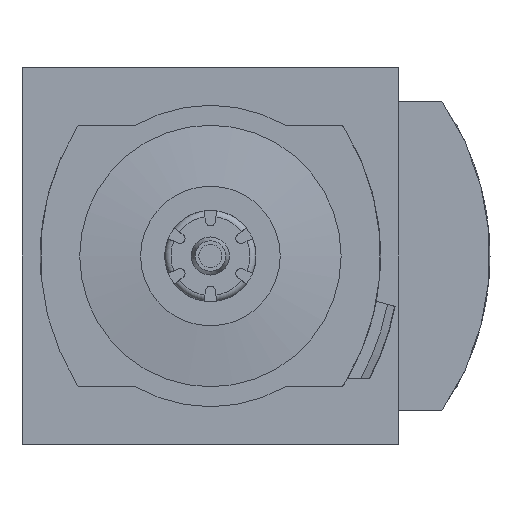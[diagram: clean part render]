
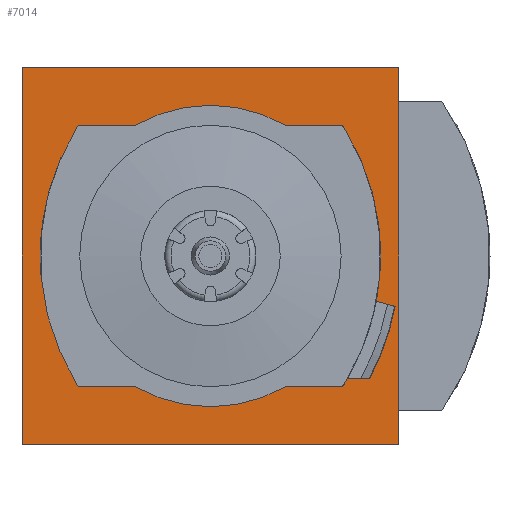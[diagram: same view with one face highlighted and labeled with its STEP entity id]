
A CAD part, front view. The second image highlights one B-rep face of the part: STEP entity #7014.
In plain terms, the highlighted planar face has unit normal (0, -1, 0).
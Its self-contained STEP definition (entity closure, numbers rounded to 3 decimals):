
#119=PLANE('',#7355);
#483=LINE('',#9824,#1052);
#484=LINE('',#9827,#1053);
#485=LINE('',#9829,#1054);
#486=LINE('',#9831,#1055);
#487=LINE('',#9832,#1056);
#488=LINE('',#9836,#1057);
#489=LINE('',#9839,#1058);
#490=LINE('',#9843,#1059);
#491=LINE('',#9848,#1060);
#492=LINE('',#9852,#1061);
#1052=VECTOR('',#8145,1000.);
#1053=VECTOR('',#8146,1000.);
#1054=VECTOR('',#8147,1000.);
#1055=VECTOR('',#8148,1000.);
#1056=VECTOR('',#8149,1000.);
#1057=VECTOR('',#8152,1000.);
#1058=VECTOR('',#8155,1000.);
#1059=VECTOR('',#8158,1000.);
#1060=VECTOR('',#8163,1000.);
#1061=VECTOR('',#8166,1000.);
#1446=CIRCLE('',#7347,40.);
#1448=CIRCLE('',#7349,40.);
#1452=CIRCLE('',#7354,40.);
#1453=CIRCLE('',#7356,41.2);
#1454=CIRCLE('',#7357,0.5);
#1455=CIRCLE('',#7358,24.8);
#1456=CIRCLE('',#7359,0.5);
#1457=CIRCLE('',#7360,0.5);
#1458=CIRCLE('',#7361,24.8);
#1459=CIRCLE('',#7362,0.5);
#1953=ORIENTED_EDGE('',*,*,#3387,.F.);
#1954=ORIENTED_EDGE('',*,*,#3388,.F.);
#1955=ORIENTED_EDGE('',*,*,#3389,.F.);
#1956=ORIENTED_EDGE('',*,*,#3390,.F.);
#1957=ORIENTED_EDGE('',*,*,#3376,.T.);
#1958=ORIENTED_EDGE('',*,*,#3391,.F.);
#1959=ORIENTED_EDGE('',*,*,#3392,.F.);
#1960=ORIENTED_EDGE('',*,*,#3393,.F.);
#1961=ORIENTED_EDGE('',*,*,#3372,.T.);
#1962=ORIENTED_EDGE('',*,*,#3394,.T.);
#1963=ORIENTED_EDGE('',*,*,#3395,.T.);
#1964=ORIENTED_EDGE('',*,*,#3396,.T.);
#1965=ORIENTED_EDGE('',*,*,#3397,.T.);
#1966=ORIENTED_EDGE('',*,*,#3398,.T.);
#1967=ORIENTED_EDGE('',*,*,#3384,.T.);
#1968=ORIENTED_EDGE('',*,*,#3399,.T.);
#1969=ORIENTED_EDGE('',*,*,#3400,.T.);
#1970=ORIENTED_EDGE('',*,*,#3401,.T.);
#1971=ORIENTED_EDGE('',*,*,#3402,.T.);
#1972=ORIENTED_EDGE('',*,*,#3403,.T.);
#3372=EDGE_CURVE('',#4090,#4089,#1446,.T.);
#3376=EDGE_CURVE('',#4086,#4093,#1448,.T.);
#3384=EDGE_CURVE('',#4098,#4101,#1452,.T.);
#3387=EDGE_CURVE('',#4102,#4103,#483,.T.);
#3388=EDGE_CURVE('',#4104,#4102,#484,.T.);
#3389=EDGE_CURVE('',#4105,#4104,#485,.T.);
#3390=EDGE_CURVE('',#4103,#4105,#486,.T.);
#3391=EDGE_CURVE('',#4106,#4093,#487,.T.);
#3392=EDGE_CURVE('',#4107,#4106,#1453,.F.);
#3393=EDGE_CURVE('',#4090,#4107,#488,.T.);
#3394=EDGE_CURVE('',#4089,#4108,#1454,.T.);
#3395=EDGE_CURVE('',#4108,#4109,#489,.T.);
#3396=EDGE_CURVE('',#4109,#4110,#1455,.T.);
#3397=EDGE_CURVE('',#4110,#4111,#490,.T.);
#3398=EDGE_CURVE('',#4111,#4098,#1456,.T.);
#3399=EDGE_CURVE('',#4101,#4112,#1457,.T.);
#3400=EDGE_CURVE('',#4112,#4113,#491,.T.);
#3401=EDGE_CURVE('',#4113,#4114,#1458,.T.);
#3402=EDGE_CURVE('',#4114,#4115,#492,.T.);
#3403=EDGE_CURVE('',#4115,#4086,#1459,.T.);
#4086=VERTEX_POINT('',#9789);
#4089=VERTEX_POINT('',#9794);
#4090=VERTEX_POINT('',#9796);
#4093=VERTEX_POINT('',#9802);
#4098=VERTEX_POINT('',#9814);
#4101=VERTEX_POINT('',#9819);
#4102=VERTEX_POINT('',#9825);
#4103=VERTEX_POINT('',#9826);
#4104=VERTEX_POINT('',#9828);
#4105=VERTEX_POINT('',#9830);
#4106=VERTEX_POINT('',#9833);
#4107=VERTEX_POINT('',#9835);
#4108=VERTEX_POINT('',#9838);
#4109=VERTEX_POINT('',#9840);
#4110=VERTEX_POINT('',#9842);
#4111=VERTEX_POINT('',#9844);
#4112=VERTEX_POINT('',#9847);
#4113=VERTEX_POINT('',#9849);
#4114=VERTEX_POINT('',#9851);
#4115=VERTEX_POINT('',#9853);
#4520=EDGE_LOOP('',(#1953,#1954,#1955,#1956));
#4521=EDGE_LOOP('',(#1957,#1958,#1959,#1960,#1961,#1962,#1963,#1964,#1965,
#1966,#1967,#1968,#1969,#1970,#1971,#1972));
#4856=FACE_BOUND('',#4520,.T.);
#4857=FACE_BOUND('',#4521,.T.);
#7014=ADVANCED_FACE('',(#4856,#4857),#119,.F.);
#7347=AXIS2_PLACEMENT_3D('',#9795,#8119,#8120);
#7349=AXIS2_PLACEMENT_3D('',#9803,#8125,#8126);
#7354=AXIS2_PLACEMENT_3D('',#9820,#8139,#8140);
#7355=AXIS2_PLACEMENT_3D('',#9823,#8143,#8144);
#7356=AXIS2_PLACEMENT_3D('',#9834,#8150,#8151);
#7357=AXIS2_PLACEMENT_3D('',#9837,#8153,#8154);
#7358=AXIS2_PLACEMENT_3D('',#9841,#8156,#8157);
#7359=AXIS2_PLACEMENT_3D('',#9845,#8159,#8160);
#7360=AXIS2_PLACEMENT_3D('',#9846,#8161,#8162);
#7361=AXIS2_PLACEMENT_3D('',#9850,#8164,#8165);
#7362=AXIS2_PLACEMENT_3D('',#9854,#8167,#8168);
#8119=DIRECTION('',(0.,1.,0.));
#8120=DIRECTION('',(1.,0.,0.));
#8125=DIRECTION('',(0.,1.,0.));
#8126=DIRECTION('',(1.,0.,0.));
#8139=DIRECTION('',(0.,1.,0.));
#8140=DIRECTION('',(1.,0.,0.));
#8143=DIRECTION('',(0.,1.,0.));
#8144=DIRECTION('',(0.,0.,1.));
#8145=DIRECTION('',(-1.,0.,0.));
#8146=DIRECTION('',(0.,0.,-1.));
#8147=DIRECTION('',(1.,0.,0.));
#8148=DIRECTION('',(0.,0.,1.));
#8149=DIRECTION('',(-0.966,0.,0.259));
#8150=DIRECTION('',(0.,1.,0.));
#8151=DIRECTION('',(0.,0.,1.));
#8152=DIRECTION('',(1.,0.,0.));
#8153=DIRECTION('',(0.,1.,0.));
#8154=DIRECTION('',(1.,0.,0.));
#8155=DIRECTION('',(-1.,0.,0.));
#8156=DIRECTION('',(0.,1.,0.));
#8157=DIRECTION('',(1.,0.,0.));
#8158=DIRECTION('',(-1.,0.,0.));
#8159=DIRECTION('',(0.,1.,0.));
#8160=DIRECTION('',(1.,0.,0.));
#8161=DIRECTION('',(0.,1.,0.));
#8162=DIRECTION('',(1.,0.,0.));
#8163=DIRECTION('',(1.,0.,0.));
#8164=DIRECTION('',(0.,1.,0.));
#8165=DIRECTION('',(1.,0.,0.));
#8166=DIRECTION('',(1.,0.,0.));
#8167=DIRECTION('',(0.,1.,0.));
#8168=DIRECTION('',(1.,0.,0.));
#9789=CARTESIAN_POINT('',(21.879,-45.5,21.266));
#9794=CARTESIAN_POINT('',(21.879,-45.5,-21.266));
#9795=CARTESIAN_POINT('',(-12.,-45.5,0.));
#9796=CARTESIAN_POINT('',(22.554,-45.5,-20.15));
#9802=CARTESIAN_POINT('',(27.298,-45.5,-7.463));
#9803=CARTESIAN_POINT('',(-12.,-45.5,0.));
#9814=CARTESIAN_POINT('',(-21.879,-45.5,-21.266));
#9819=CARTESIAN_POINT('',(-21.879,-45.5,21.266));
#9820=CARTESIAN_POINT('',(12.,-45.5,0.));
#9823=CARTESIAN_POINT('',(0.,-45.5,0.));
#9824=CARTESIAN_POINT('',(31.,-45.5,-31.));
#9825=CARTESIAN_POINT('',(31.,-45.5,-31.));
#9826=CARTESIAN_POINT('',(-31.,-45.5,-31.));
#9827=CARTESIAN_POINT('',(31.,-45.5,31.));
#9828=CARTESIAN_POINT('',(31.,-45.5,31.));
#9829=CARTESIAN_POINT('',(-31.,-45.5,31.));
#9830=CARTESIAN_POINT('',(-31.,-45.5,31.));
#9831=CARTESIAN_POINT('',(-31.,-45.5,-31.));
#9832=CARTESIAN_POINT('',(30.42,-45.5,-8.3));
#9833=CARTESIAN_POINT('',(28.46,-45.5,-7.775));
#9834=CARTESIAN_POINT('',(-12.,-45.5,0.));
#9835=CARTESIAN_POINT('',(23.936,-45.5,-20.15));
#9836=CARTESIAN_POINT('',(0.,-45.5,-20.15));
#9837=CARTESIAN_POINT('',(21.455,-45.5,-21.));
#9838=CARTESIAN_POINT('',(21.455,-45.5,-21.5));
#9839=CARTESIAN_POINT('',(21.455,-45.5,-21.5));
#9840=CARTESIAN_POINT('',(12.361,-45.5,-21.5));
#9841=CARTESIAN_POINT('',(0.,-45.5,0.));
#9842=CARTESIAN_POINT('',(-12.361,-45.5,-21.5));
#9843=CARTESIAN_POINT('',(-12.361,-45.5,-21.5));
#9844=CARTESIAN_POINT('',(-21.455,-45.5,-21.5));
#9845=CARTESIAN_POINT('',(-21.455,-45.5,-21.));
#9846=CARTESIAN_POINT('',(-21.455,-45.5,21.));
#9847=CARTESIAN_POINT('',(-21.455,-45.5,21.5));
#9848=CARTESIAN_POINT('',(-21.455,-45.5,21.5));
#9849=CARTESIAN_POINT('',(-12.361,-45.5,21.5));
#9850=CARTESIAN_POINT('',(0.,-45.5,0.));
#9851=CARTESIAN_POINT('',(12.361,-45.5,21.5));
#9852=CARTESIAN_POINT('',(12.361,-45.5,21.5));
#9853=CARTESIAN_POINT('',(21.455,-45.5,21.5));
#9854=CARTESIAN_POINT('',(21.455,-45.5,21.));
